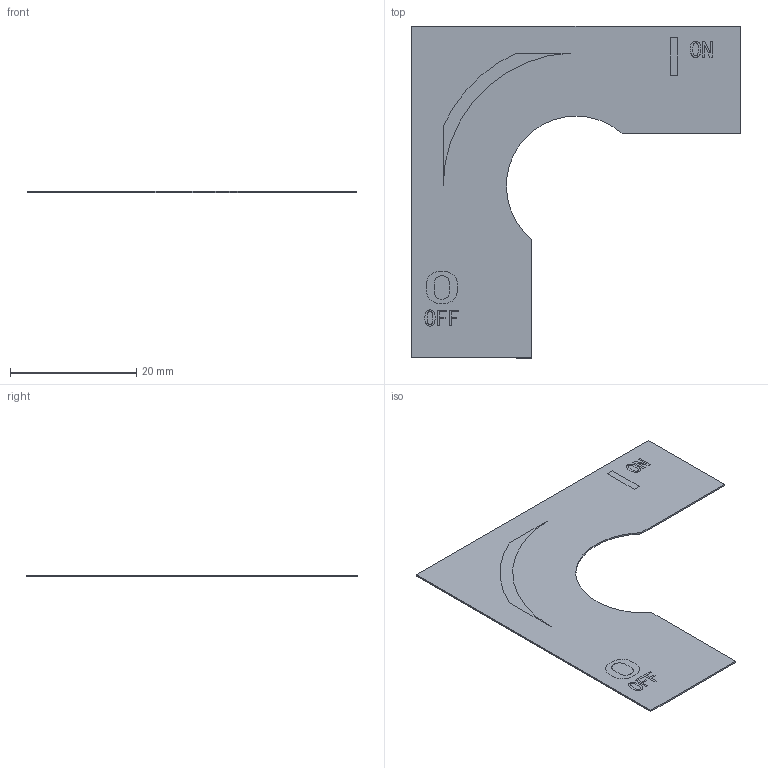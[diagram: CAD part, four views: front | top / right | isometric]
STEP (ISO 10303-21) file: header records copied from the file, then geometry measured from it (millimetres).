
FILE_DESCRIPTION (( 'STEP AP203' ), '1' );
FILE_NAME ('psds-400-3 Ðóáèëüíèê-âûêëþ÷àòåëü 400A 3P c ðóêîÿòêîé óïðàâëåíèÿ äëÿ ïðÿìîé óñòàíîâêè PowerSwitch EKF.STEP', '2026-03-24T11:29:33', ( '' ), ( '' ), 'SwSTEP 2.0', 'SolidWorks 2021', '' );
FILE_SCHEMA (( 'CONFIG_CONTROL_DESIGN' ));
Length unit declared in the file: millimetre
Products named in the file (2): 砱鋋1_00; psds-400-3 Ðóáèëüíèê-âûêëþ÷àòåëü 400A 3P c ðóêîÿòêîé óïðàâëåíèÿ äëÿ ïðÿìîé óñòàíîâêè PowerSwitch EKF
Assembly tree (1 placements, depth 2):
  psds-400-3 Ðóáèëüíèê-âûêëþ÷àòåëü 400A 3P c ðóêîÿòêîé óïðàâëåíèÿ äëÿ ïðÿìîé óñòàíîâêè PowerSwitch EKF
    砱鋋1_00
Bounding box: 52 x 52.5 x 0.25 mm (x, y, z)
Volume: 371 mm3; surface area: 3021 mm2
Topology: 1 solids, 1 shells, 21 faces, 88 edges, 80 vertices
Faces by surface type: plane 19, cylinder 2
Entity records: 1568 total; most frequent: CARTESIAN_POINT 633, ORIENTED_EDGE 176, DIRECTION 120, EDGE_CURVE 88, VERTEX_POINT 80, LINE 58, VECTOR 58, EDGE_LOOP 32
